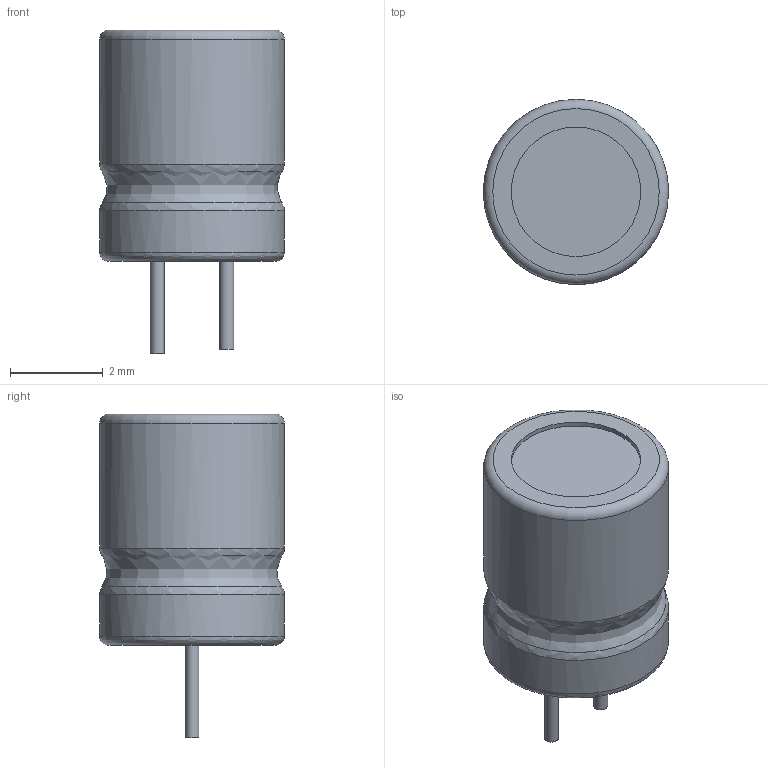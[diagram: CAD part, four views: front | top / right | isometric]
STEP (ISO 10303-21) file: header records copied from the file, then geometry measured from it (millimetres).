
FILE_DESCRIPTION(/* description */ ('model of C_Radial_D4.0mm_H5.0mm_P1.50mm'),/* implementation_level */ '2;1');
FILE_NAME(/* name */ 'C_Radial_D4.0mm_H5.0mm_P1.50mm.step',/* time_stamp */ '2018-12-29T12:57:43',/* author */ ('kicad StepUp','ksu'),/* organization */ ('FreeCAD'),/* preprocessor_version */ 'OCC',/* originating_system */ 'kicad StepUp',/* authorisation */ '');
FILE_SCHEMA(('AUTOMOTIVE_DESIGN { 1 0 10303 214 1 1 1 1 }'));
Length unit declared in the file: millimetre
Products named in the file (1): C_Radial_D40mm_H50mm_P150mm
Bounding box: 4 x 4 x 7 mm (x, y, z)
Volume: 59.4 mm3; surface area: 105.9 mm2
Topology: 1 solids, 2 shells, 20 faces, 32 edges, 20 vertices
Faces by surface type: plane 8, cylinder 7, revolution 2, bspline 2, torus 1
Full cylindrical faces by diameter (mm): 0.3 x2, 2.8 x3, 4 x2
Entity records: 734 total; most frequent: CARTESIAN_POINT 213, DIRECTION 85, ORIENTED_EDGE 64, AXIS2_PLACEMENT_3D 38, EDGE_CURVE 32, FACE_BOUND 24, EDGE_LOOP 24, CIRCLE 21
